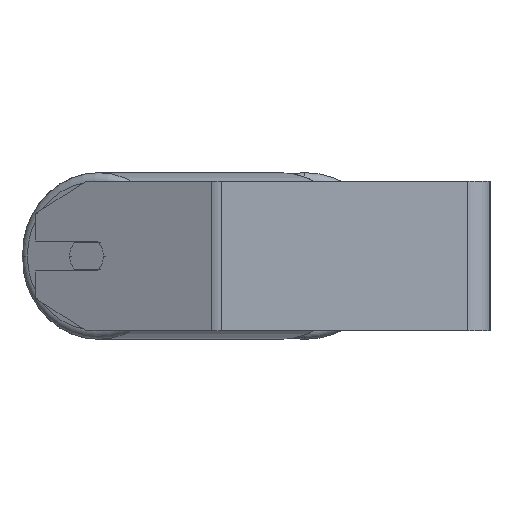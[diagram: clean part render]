
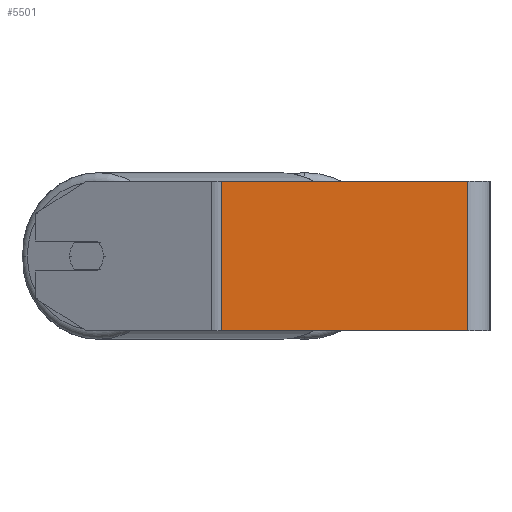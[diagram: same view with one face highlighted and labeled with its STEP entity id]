
A CAD part, left-side view. The second image highlights one B-rep face of the part: STEP entity #5501.
In plain terms, the highlighted planar face has unit normal (-1, 0, 0).
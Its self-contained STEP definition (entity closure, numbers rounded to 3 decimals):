
#257 = LINE ( 'NONE', #8438, #6808 ) ;
#409 = DIRECTION ( 'NONE',  ( 0., -1., 0. ) ) ;
#443 = CARTESIAN_POINT ( 'NONE',  ( -415., 12., 40. ) ) ;
#727 = EDGE_CURVE ( 'NONE', #5477, #2395, #8353, .T. ) ;
#1204 = ORIENTED_EDGE ( 'NONE', *, *, #6312, .F. ) ;
#1235 = FACE_OUTER_BOUND ( 'NONE', #3867, .T. ) ;
#1497 = ORIENTED_EDGE ( 'NONE', *, *, #4656, .F. ) ;
#2132 = VERTEX_POINT ( 'NONE', #6298 ) ;
#2395 = VERTEX_POINT ( 'NONE', #5457 ) ;
#2438 = DIRECTION ( 'NONE',  ( 0., 0., -1. ) ) ;
#2558 = PLANE ( 'NONE',  #6674 ) ;
#3009 = VECTOR ( 'NONE', #2438, 1000. ) ;
#3046 = DIRECTION ( 'NONE',  ( 0., 0., -1. ) ) ;
#3412 = VECTOR ( 'NONE', #409, 1000. ) ;
#3642 = VERTEX_POINT ( 'NONE', #7525 ) ;
#3717 = CARTESIAN_POINT ( 'NONE',  ( -415., 143.432, 40. ) ) ;
#3786 = EDGE_CURVE ( 'NONE', #2395, #3642, #257, .T. ) ;
#3867 = EDGE_LOOP ( 'NONE', ( #4107, #1204, #1497, #6522 ) ) ;
#4107 = ORIENTED_EDGE ( 'NONE', *, *, #3786, .T. ) ;
#4656 = EDGE_CURVE ( 'NONE', #5477, #2132, #5337, .T. ) ;
#5267 = CARTESIAN_POINT ( 'NONE',  ( -415., 146.092, 40. ) ) ;
#5292 = CARTESIAN_POINT ( 'NONE',  ( -415., 146.092, 40. ) ) ;
#5337 = LINE ( 'NONE', #5292, #3412 ) ;
#5457 = CARTESIAN_POINT ( 'NONE',  ( -415., 143.432, -40. ) ) ;
#5477 = VERTEX_POINT ( 'NONE', #7827 ) ;
#5501 = ADVANCED_FACE ( 'NONE', ( #1235 ), #2558, .F. ) ;
#6298 = CARTESIAN_POINT ( 'NONE',  ( -415., 12., 40. ) ) ;
#6312 = EDGE_CURVE ( 'NONE', #2132, #3642, #8492, .T. ) ;
#6410 = DIRECTION ( 'NONE',  ( 0., 0., -1. ) ) ;
#6522 = ORIENTED_EDGE ( 'NONE', *, *, #727, .T. ) ;
#6674 = AXIS2_PLACEMENT_3D ( 'NONE', #5267, #7963, #3046 ) ;
#6808 = VECTOR ( 'NONE', #8273, 1000. ) ;
#7525 = CARTESIAN_POINT ( 'NONE',  ( -415., 12., -40. ) ) ;
#7827 = CARTESIAN_POINT ( 'NONE',  ( -415., 143.432, 40. ) ) ;
#7963 = DIRECTION ( 'NONE',  ( 1., 0., 0. ) ) ;
#8273 = DIRECTION ( 'NONE',  ( 0., -1., 0. ) ) ;
#8353 = LINE ( 'NONE', #3717, #8423 ) ;
#8423 = VECTOR ( 'NONE', #6410, 1000. ) ;
#8438 = CARTESIAN_POINT ( 'NONE',  ( -415., 146.092, -40. ) ) ;
#8492 = LINE ( 'NONE', #443, #3009 ) ;
